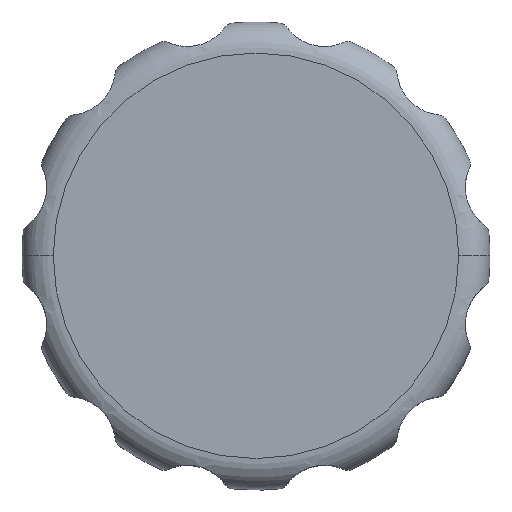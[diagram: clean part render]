
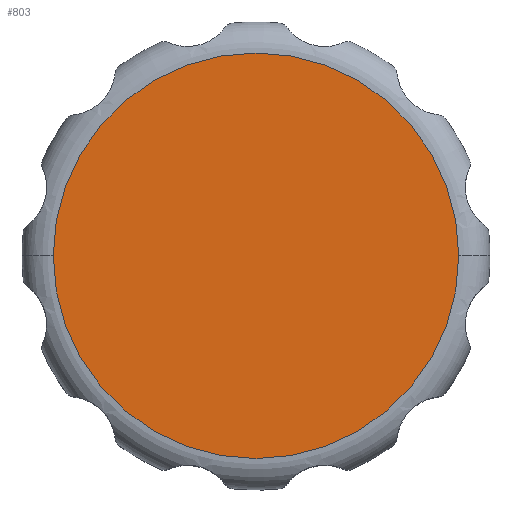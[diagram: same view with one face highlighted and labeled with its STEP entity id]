
A CAD part, top view. The second image highlights one B-rep face of the part: STEP entity #803.
In plain terms, the highlighted planar face has unit normal (0, 0, 1).
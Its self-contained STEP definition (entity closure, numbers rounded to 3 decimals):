
#26 = VERTEX_POINT ( 'NONE', #991 ) ;
#37 = AXIS2_PLACEMENT_3D ( 'NONE', #1626, #650, #983 ) ;
#47 = EDGE_CURVE ( 'NONE', #1366, #26, #535, .T. ) ;
#196 = CARTESIAN_POINT ( 'NONE',  ( 6.5, 0., 8. ) ) ;
#535 = CIRCLE ( 'NONE', #37, 6.5 ) ;
#555 = AXIS2_PLACEMENT_3D ( 'NONE', #1168, #1734, #1926 ) ;
#650 = DIRECTION ( 'NONE',  ( 0., 0., 1. ) ) ;
#803 = ADVANCED_FACE ( 'NONE', ( #2334 ), #1758, .T. ) ;
#983 = DIRECTION ( 'NONE',  ( 1., 0., 0. ) ) ;
#991 = CARTESIAN_POINT ( 'NONE',  ( -6.5, 0., 8. ) ) ;
#1067 = EDGE_CURVE ( 'NONE', #26, #1366, #2295, .T. ) ;
#1071 = DIRECTION ( 'NONE',  ( 1., 0., 0. ) ) ;
#1083 = CARTESIAN_POINT ( 'NONE',  ( 0., 0., 8. ) ) ;
#1168 = CARTESIAN_POINT ( 'NONE',  ( 0., 0., 8. ) ) ;
#1331 = AXIS2_PLACEMENT_3D ( 'NONE', #1083, #1652, #1071 ) ;
#1366 = VERTEX_POINT ( 'NONE', #196 ) ;
#1626 = CARTESIAN_POINT ( 'NONE',  ( 0., 0., 8. ) ) ;
#1652 = DIRECTION ( 'NONE',  ( 0., 0., 1. ) ) ;
#1734 = DIRECTION ( 'NONE',  ( 0., 0., 1. ) ) ;
#1758 = PLANE ( 'NONE',  #555 ) ;
#1926 = DIRECTION ( 'NONE',  ( 1., 0., 0. ) ) ;
#2015 = ORIENTED_EDGE ( 'NONE', *, *, #47, .T. ) ;
#2018 = ORIENTED_EDGE ( 'NONE', *, *, #1067, .T. ) ;
#2295 = CIRCLE ( 'NONE', #1331, 6.5 ) ;
#2334 = FACE_OUTER_BOUND ( 'NONE', #2431, .T. ) ;
#2431 = EDGE_LOOP ( 'NONE', ( #2015, #2018 ) ) ;
